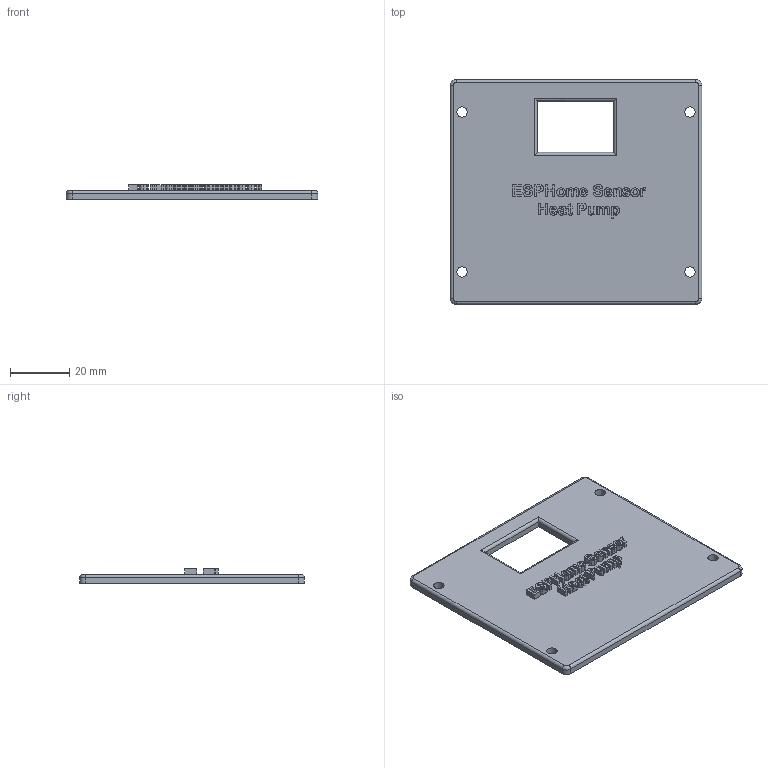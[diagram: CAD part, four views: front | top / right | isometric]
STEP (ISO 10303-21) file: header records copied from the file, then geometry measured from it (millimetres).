
FILE_DESCRIPTION(/* description */ (''),/* implementation_level */ '2;1');
FILE_NAME(/* name */ 'esphome-sensor-pcb-cover-v1.step',/* time_stamp */ '2026-02-24T16:26:41+11:00',/* author */ (''),/* organization */ (''),/* preprocessor_version */ 'ST-DEVELOPER v20.1',/* originating_system */ 'Autodesk Translation Framework v14.24.0.0',/* authorisation */ '');
FILE_SCHEMA (('AUTOMOTIVE_DESIGN { 1 0 10303 214 3 1 1 }'));
Length unit declared in the file: millimetre
Products named in the file (1): esphome-sensor-pcb-cover-v1
Bounding box: 85 x 76 x 5 mm (x, y, z)
Volume: 18078.1 mm3; surface area: 14102.7 mm2
Topology: 22 solids, 22 shells, 516 faces, 1404 edges, 932 vertices
Faces by surface type: bspline 315, plane 185, cylinder 16
Full cylindrical faces by diameter (mm): 3.5 x4
Entity records: 19127 total; most frequent: CARTESIAN_POINT 8172, ORIENTED_EDGE 2808, EDGE_CURVE 1404, DIRECTION 1218, VERTEX_POINT 932, LINE 750, VECTOR 750, B_SPLINE_CURVE_WITH_KNOTS 622
